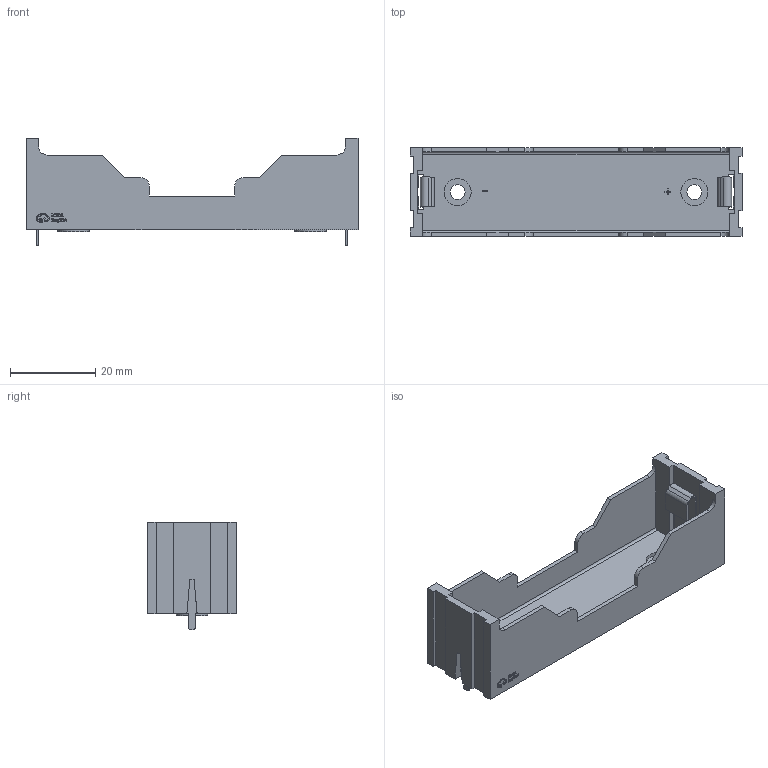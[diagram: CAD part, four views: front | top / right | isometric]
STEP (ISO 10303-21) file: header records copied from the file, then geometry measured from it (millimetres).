
FILE_DESCRIPTION (( 'STEP AP214' ), '1' );
FILE_NAME ('BAT-TH_18650-A5BJ001.STEP', '2023-08-16T00:54:53', ( 'PC' ), ( 'Microsoft' ), 'SwSTEP 2.0', 'SolidWorks 2020', '' );
FILE_SCHEMA (( 'AUTOMOTIVE_DESIGN' ));
Length unit declared in the file: millimetre
Products named in the file (1): BAT-TH_18650-A5BJ001
Bounding box: 77.8 x 20.81 x 25.3 mm (x, y, z)
Volume: 5939.9 mm3; surface area: 9884.6 mm2
Topology: 3 solids, 3 shells, 378 faces, 1053 edges, 702 vertices
Faces by surface type: plane 246, bspline 98, cylinder 34
Entity records: 16763 total; most frequent: CARTESIAN_POINT 3440, ORIENTED_EDGE 2106, DIRECTION 1483, EDGE_CURVE 1053, LINE 785, VECTOR 785, VERTEX_POINT 702, EDGE_LOOP 407
